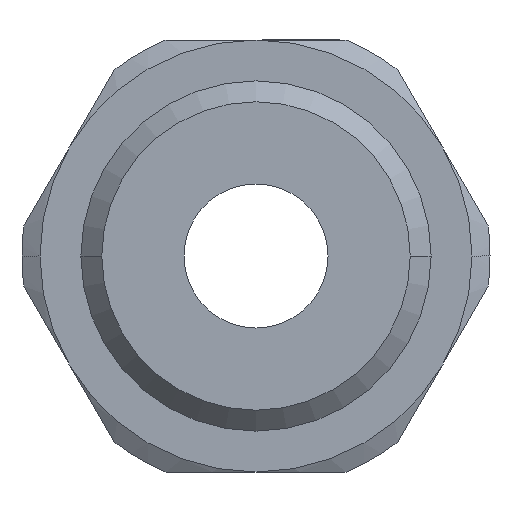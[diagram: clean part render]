
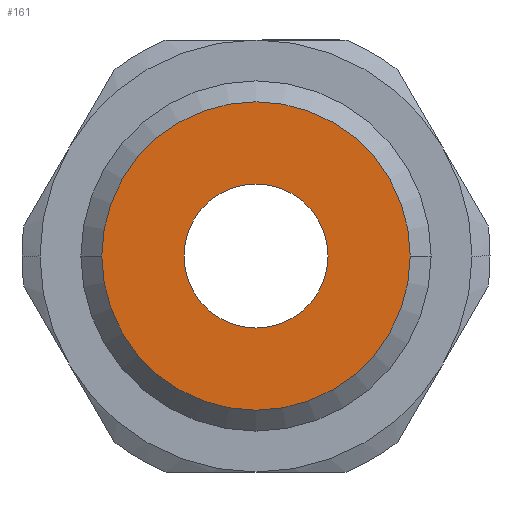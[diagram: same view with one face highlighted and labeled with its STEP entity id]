
A CAD part, front view. The second image highlights one B-rep face of the part: STEP entity #161.
In plain terms, the highlighted planar face has unit normal (0, -1, 0).
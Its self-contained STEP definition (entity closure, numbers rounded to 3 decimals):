
#161=ADVANCED_FACE('',(#330,#331),#332,.T.);
#330=FACE_OUTER_BOUND('',#505,.T.);
#331=FACE_BOUND('',#506,.T.);
#332=PLANE('',#507);
#505=EDGE_LOOP('',(#897,#898));
#506=EDGE_LOOP('',(#899,#900));
#507=AXIS2_PLACEMENT_3D('',#901,#902,#903);
#897=ORIENTED_EDGE('',*,*,#1145,.F.);
#898=ORIENTED_EDGE('',*,*,#1040,.F.);
#899=ORIENTED_EDGE('',*,*,#1093,.F.);
#900=ORIENTED_EDGE('',*,*,#1180,.F.);
#901=CARTESIAN_POINT('',(0.0,-6.0,0.0));
#902=DIRECTION('',(0.0,-1.0,0.0));
#903=DIRECTION('',(0.0,0.0,-1.0));
#1040=EDGE_CURVE('',#1233,#1236,#1237,.T.);
#1093=EDGE_CURVE('',#1325,#1323,#1327,.T.);
#1145=EDGE_CURVE('',#1236,#1233,#1398,.T.);
#1180=EDGE_CURVE('',#1323,#1325,#1439,.T.);
#1233=VERTEX_POINT('',#1532);
#1236=VERTEX_POINT('',#1536);
#1237=CIRCLE('',#1537,4.283);
#1323=VERTEX_POINT('',#1642);
#1325=VERTEX_POINT('',#1645);
#1327=CIRCLE('',#1648,2.0);
#1398=CIRCLE('',#1810,4.283);
#1439=CIRCLE('',#1928,2.0);
#1532=CARTESIAN_POINT('',(4.283,-6.0,0.));
#1536=CARTESIAN_POINT('',(-4.283,-6.0,0.0));
#1537=AXIS2_PLACEMENT_3D('',#1992,#1993,#1994);
#1642=CARTESIAN_POINT('',(-2.0,-6.0,0.));
#1645=CARTESIAN_POINT('',(2.0,-6.0,0.0));
#1648=AXIS2_PLACEMENT_3D('',#2097,#2098,#2099);
#1810=AXIS2_PLACEMENT_3D('',#2158,#2159,#2160);
#1928=AXIS2_PLACEMENT_3D('',#2193,#2194,#2195);
#1992=CARTESIAN_POINT('',(0.0,-6.0,0.0));
#1993=DIRECTION('',(-0.0,1.0,0.0));
#1994=DIRECTION('',(1.0,0.0,0.0));
#2097=CARTESIAN_POINT('',(0.0,-6.0,0.0));
#2098=DIRECTION('',(0.0,-1.0,0.0));
#2099=DIRECTION('',(1.0,0.0,0.0));
#2158=CARTESIAN_POINT('',(0.0,-6.0,0.0));
#2159=DIRECTION('',(-0.0,1.0,0.0));
#2160=DIRECTION('',(1.0,0.0,0.0));
#2193=CARTESIAN_POINT('',(0.0,-6.0,0.0));
#2194=DIRECTION('',(0.0,-1.0,0.0));
#2195=DIRECTION('',(1.0,0.0,0.0));
